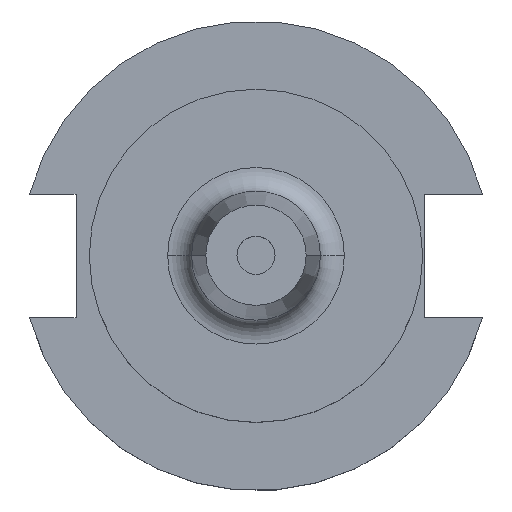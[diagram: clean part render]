
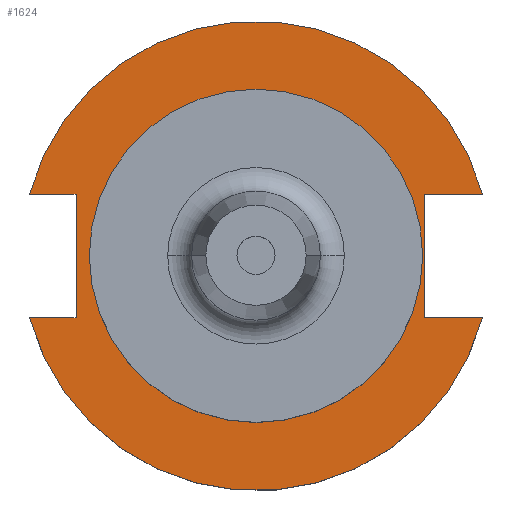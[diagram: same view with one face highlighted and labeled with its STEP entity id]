
A CAD part, top view. The second image highlights one B-rep face of the part: STEP entity #1624.
In plain terms, the highlighted planar face has unit normal (0, 0, 1).
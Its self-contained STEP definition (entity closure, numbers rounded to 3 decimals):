
#18 = DIRECTION ( 'NONE',  ( 1., 0., 0. ) ) ;
#42 = ORIENTED_EDGE ( 'NONE', *, *, #263, .F. ) ;
#60 = EDGE_CURVE ( 'NONE', #1412, #1658, #452, .T. ) ;
#84 = VECTOR ( 'NONE', #697, 1000. ) ;
#102 = EDGE_CURVE ( 'NONE', #400, #1618, #722, .T. ) ;
#132 = VERTEX_POINT ( 'NONE', #285 ) ;
#139 = CIRCLE ( 'NONE', #1233, 34.925 ) ;
#167 = CARTESIAN_POINT ( 'NONE',  ( 0., 0., 19.05 ) ) ;
#176 = DIRECTION ( 'NONE',  ( 0., 0., 1. ) ) ;
#185 = DIRECTION ( 'NONE',  ( 1., 0., 0. ) ) ;
#196 = CARTESIAN_POINT ( 'NONE',  ( -37.719, 12.954, 19.05 ) ) ;
#206 = DIRECTION ( 'NONE',  ( 0., 1., 0. ) ) ;
#257 = LINE ( 'NONE', #329, #612 ) ;
#263 = EDGE_CURVE ( 'NONE', #768, #1412, #1560, .T. ) ;
#268 = ORIENTED_EDGE ( 'NONE', *, *, #102, .F. ) ;
#270 = ORIENTED_EDGE ( 'NONE', *, *, #925, .F. ) ;
#285 = CARTESIAN_POINT ( 'NONE',  ( 47.477, -12.954, 19.05 ) ) ;
#297 = DIRECTION ( 'NONE',  ( 1., 0., 0. ) ) ;
#329 = CARTESIAN_POINT ( 'NONE',  ( -63.719, -12.954, 19.05 ) ) ;
#350 = CARTESIAN_POINT ( 'NONE',  ( -34.925, 0., 19.05 ) ) ;
#351 = ORIENTED_EDGE ( 'NONE', *, *, #970, .T. ) ;
#400 = VERTEX_POINT ( 'NONE', #350 ) ;
#404 = CARTESIAN_POINT ( 'NONE',  ( 35.306, 12.954, 19.05 ) ) ;
#405 = ORIENTED_EDGE ( 'NONE', *, *, #783, .F. ) ;
#443 = CARTESIAN_POINT ( 'NONE',  ( 35.306, -12.954, 19.05 ) ) ;
#452 = LINE ( 'NONE', #1386, #84 ) ;
#524 = LINE ( 'NONE', #1703, #1602 ) ;
#537 = CARTESIAN_POINT ( 'NONE',  ( 0., 0., 19.05 ) ) ;
#546 = DIRECTION ( 'NONE',  ( 0., 0., 1. ) ) ;
#595 = CARTESIAN_POINT ( 'NONE',  ( -37.719, 12.954, 19.05 ) ) ;
#612 = VECTOR ( 'NONE', #297, 1000. ) ;
#623 = DIRECTION ( 'NONE',  ( 1., 0., 0. ) ) ;
#672 = CARTESIAN_POINT ( 'NONE',  ( -37.719, -12.954, 19.05 ) ) ;
#697 = DIRECTION ( 'NONE',  ( 0., -1., 0. ) ) ;
#706 = VECTOR ( 'NONE', #206, 1000. ) ;
#716 = ORIENTED_EDGE ( 'NONE', *, *, #1237, .T. ) ;
#722 = CIRCLE ( 'NONE', #977, 34.925 ) ;
#744 = CARTESIAN_POINT ( 'NONE',  ( 0., 0., 19.05 ) ) ;
#751 = EDGE_LOOP ( 'NONE', ( #1115, #268 ) ) ;
#754 = DIRECTION ( 'NONE',  ( 0., 0., 1. ) ) ;
#768 = VERTEX_POINT ( 'NONE', #1496 ) ;
#774 = LINE ( 'NONE', #443, #1462 ) ;
#783 = EDGE_CURVE ( 'NONE', #1651, #1018, #524, .T. ) ;
#787 = DIRECTION ( 'NONE',  ( 1., 0., 0. ) ) ;
#801 = CARTESIAN_POINT ( 'NONE',  ( -47.477, 12.954, 19.05 ) ) ;
#802 = CARTESIAN_POINT ( 'NONE',  ( -47.477, -12.954, 19.05 ) ) ;
#825 = EDGE_LOOP ( 'NONE', ( #716, #901, #1558, #42, #351, #405, #270, #1353 ) ) ;
#852 = PLANE ( 'NONE',  #1382 ) ;
#856 = VERTEX_POINT ( 'NONE', #802 ) ;
#864 = VERTEX_POINT ( 'NONE', #672 ) ;
#896 = FACE_OUTER_BOUND ( 'NONE', #825, .T. ) ;
#901 = ORIENTED_EDGE ( 'NONE', *, *, #1666, .F. ) ;
#925 = EDGE_CURVE ( 'NONE', #864, #1651, #1029, .T. ) ;
#970 = EDGE_CURVE ( 'NONE', #768, #1018, #1393, .T. ) ;
#977 = AXIS2_PLACEMENT_3D ( 'NONE', #167, #176, #185 ) ;
#996 = CARTESIAN_POINT ( 'NONE',  ( 35.306, -12.954, 19.05 ) ) ;
#1018 = VERTEX_POINT ( 'NONE', #801 ) ;
#1029 = LINE ( 'NONE', #196, #706 ) ;
#1115 = ORIENTED_EDGE ( 'NONE', *, *, #1196, .F. ) ;
#1196 = EDGE_CURVE ( 'NONE', #1618, #400, #139, .T. ) ;
#1233 = AXIS2_PLACEMENT_3D ( 'NONE', #744, #754, #787 ) ;
#1234 = VECTOR ( 'NONE', #1380, 1000. ) ;
#1237 = EDGE_CURVE ( 'NONE', #856, #132, #1505, .T. ) ;
#1282 = CARTESIAN_POINT ( 'NONE',  ( 35.306, 12.954, 19.05 ) ) ;
#1342 = EDGE_CURVE ( 'NONE', #856, #864, #257, .T. ) ;
#1349 = CARTESIAN_POINT ( 'NONE',  ( 0., 0., 19.05 ) ) ;
#1353 = ORIENTED_EDGE ( 'NONE', *, *, #1342, .F. ) ;
#1366 = DIRECTION ( 'NONE',  ( 0., 0., 1. ) ) ;
#1380 = DIRECTION ( 'NONE',  ( -1., 0., 0. ) ) ;
#1382 = AXIS2_PLACEMENT_3D ( 'NONE', #1653, #1642, #1520 ) ;
#1386 = CARTESIAN_POINT ( 'NONE',  ( 35.306, 12.954, 19.05 ) ) ;
#1393 = CIRCLE ( 'NONE', #1468, 49.212 ) ;
#1412 = VERTEX_POINT ( 'NONE', #404 ) ;
#1462 = VECTOR ( 'NONE', #18, 1000. ) ;
#1468 = AXIS2_PLACEMENT_3D ( 'NONE', #537, #546, #623 ) ;
#1496 = CARTESIAN_POINT ( 'NONE',  ( 47.477, 12.954, 19.05 ) ) ;
#1505 = CIRCLE ( 'NONE', #1607, 49.212 ) ;
#1520 = DIRECTION ( 'NONE',  ( 1., 0., 0. ) ) ;
#1529 = CARTESIAN_POINT ( 'NONE',  ( 34.925, 0., 19.05 ) ) ;
#1538 = FACE_BOUND ( 'NONE', #751, .T. ) ;
#1558 = ORIENTED_EDGE ( 'NONE', *, *, #60, .F. ) ;
#1560 = LINE ( 'NONE', #1282, #1234 ) ;
#1602 = VECTOR ( 'NONE', #1707, 1000. ) ;
#1607 = AXIS2_PLACEMENT_3D ( 'NONE', #1349, #1366, #1685 ) ;
#1618 = VERTEX_POINT ( 'NONE', #1529 ) ;
#1624 = ADVANCED_FACE ( 'NONE', ( #1538, #896 ), #852, .T. ) ;
#1642 = DIRECTION ( 'NONE',  ( 0., 0., 1. ) ) ;
#1651 = VERTEX_POINT ( 'NONE', #595 ) ;
#1653 = CARTESIAN_POINT ( 'NONE',  ( 0., 49.212, 19.05 ) ) ;
#1658 = VERTEX_POINT ( 'NONE', #996 ) ;
#1666 = EDGE_CURVE ( 'NONE', #1658, #132, #774, .T. ) ;
#1685 = DIRECTION ( 'NONE',  ( 1., 0., 0. ) ) ;
#1703 = CARTESIAN_POINT ( 'NONE',  ( -63.719, 12.954, 19.05 ) ) ;
#1707 = DIRECTION ( 'NONE',  ( -1., 0., 0. ) ) ;
